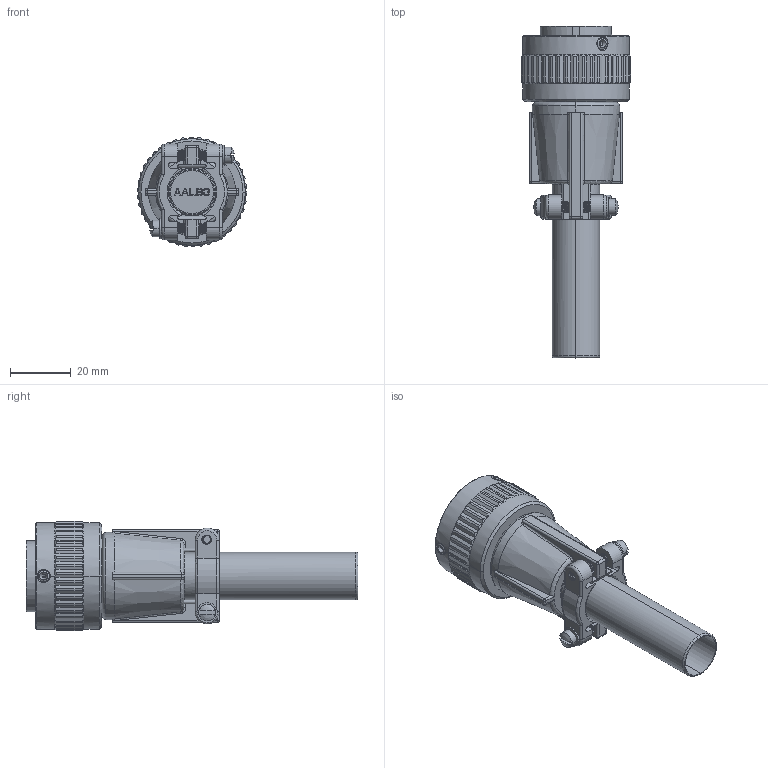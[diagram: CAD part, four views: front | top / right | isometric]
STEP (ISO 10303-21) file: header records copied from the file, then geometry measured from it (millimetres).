
FILE_DESCRIPTION((''),'2;1');
FILE_NAME('VG95234D-18_SW0001','2023-03-29T09:48:01',('paultorloting'),('NET AG system integration'),'CREO PARAMETRIC BY PTC INC, 2021404','CREO PARAMETRIC BY PTC INC, 2021404','');
FILE_SCHEMA(('AUTOMOTIVE_DESIGN { 1 0 10303 214 1 1 1 1 }'));
Products named in the file (1): VG95234D-18_SW0001
Bounding box: 36.16 x 109.41 x 36.17 mm (x, y, z)
Volume: 36476.8 mm3; surface area: 20561.2 mm2
Topology: 1 solids, 1 shells, 991 faces, 2560 edges, 1592 vertices
Faces by surface type: plane 442, cylinder 270, cone 162, bspline 71, torus 38, sphere 8
Entity records: 62098 total; most frequent: CARTESIAN_POINT 33912, ORIENTED_EDGE 5108, DIRECTION 4315, EDGE_CURVE 2554, VERTEX_POINT 1592, AXIS2_PLACEMENT_3D 1494, VECTOR 1324, LINE 1324
